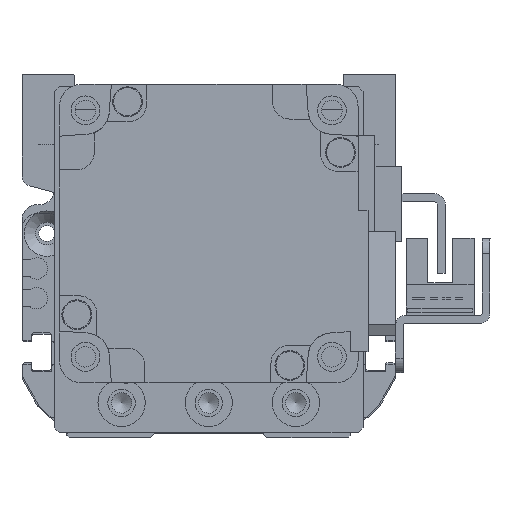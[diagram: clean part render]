
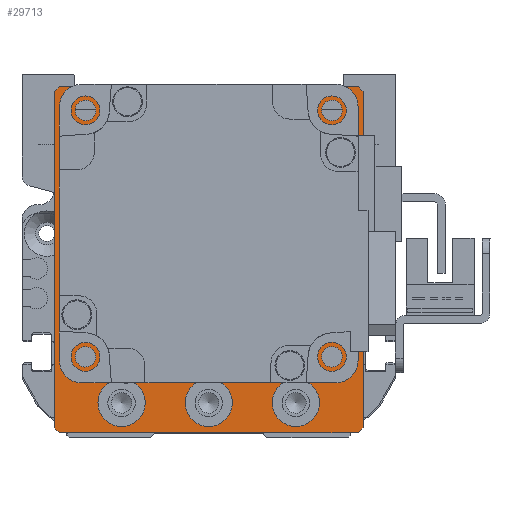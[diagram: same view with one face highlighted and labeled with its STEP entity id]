
A CAD part, left-side view. The second image highlights one B-rep face of the part: STEP entity #29713.
In plain terms, the highlighted face is planar.
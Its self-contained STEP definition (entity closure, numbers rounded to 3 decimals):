
#1120=FACE_BOUND('',#5434,.T.);
#1121=FACE_BOUND('',#5435,.T.);
#1122=FACE_BOUND('',#5436,.T.);
#1123=FACE_BOUND('',#5437,.T.);
#1124=FACE_BOUND('',#5438,.T.);
#1125=FACE_BOUND('',#5439,.T.);
#1126=FACE_BOUND('',#5440,.T.);
#1127=FACE_BOUND('',#5441,.T.);
#1875=PLANE('',#33381);
#3389=FACE_OUTER_BOUND('',#5433,.T.);
#5433=EDGE_LOOP('',(#26349,#26350,#26351,#26352,#26353,#26354,#26355,#26356));
#5434=EDGE_LOOP('',(#26357));
#5435=EDGE_LOOP('',(#26358));
#5436=EDGE_LOOP('',(#26359));
#5437=EDGE_LOOP('',(#26360));
#5438=EDGE_LOOP('',(#26361));
#5439=EDGE_LOOP('',(#26362));
#5440=EDGE_LOOP('',(#26363));
#5441=EDGE_LOOP('',(#26364));
#7751=LINE('',#51320,#10120);
#7754=LINE('',#51325,#10123);
#7756=LINE('',#51329,#10125);
#7758=LINE('',#51333,#10127);
#7760=LINE('',#51338,#10129);
#7762=LINE('',#51341,#10131);
#7763=LINE('',#51343,#10132);
#7764=LINE('',#51344,#10133);
#10120=VECTOR('',#41687,10.);
#10123=VECTOR('',#41692,10.);
#10125=VECTOR('',#41696,10.);
#10127=VECTOR('',#41700,10.);
#10129=VECTOR('',#41704,10.);
#10131=VECTOR('',#41708,10.);
#10132=VECTOR('',#41709,10.);
#10133=VECTOR('',#41710,10.);
#12042=CIRCLE('',#33382,25.);
#12043=CIRCLE('',#33383,2.067);
#12044=CIRCLE('',#33384,2.067);
#12045=CIRCLE('',#33385,2.067);
#12046=CIRCLE('',#33386,2.067);
#12047=CIRCLE('',#33387,4.75);
#12048=CIRCLE('',#33388,4.75);
#12049=CIRCLE('',#33389,4.75);
#14608=VERTEX_POINT('',#51317);
#14609=VERTEX_POINT('',#51319);
#14610=VERTEX_POINT('',#51323);
#14611=VERTEX_POINT('',#51327);
#14612=VERTEX_POINT('',#51331);
#14613=VERTEX_POINT('',#51335);
#14614=VERTEX_POINT('',#51337);
#14615=VERTEX_POINT('',#51342);
#14616=VERTEX_POINT('',#51345);
#14617=VERTEX_POINT('',#51347);
#14618=VERTEX_POINT('',#51349);
#14619=VERTEX_POINT('',#51351);
#14620=VERTEX_POINT('',#51353);
#14621=VERTEX_POINT('',#51355);
#14622=VERTEX_POINT('',#51357);
#14623=VERTEX_POINT('',#51359);
#18591=EDGE_CURVE('',#14608,#14609,#7751,.T.);
#18594=EDGE_CURVE('',#14608,#14610,#7754,.T.);
#18596=EDGE_CURVE('',#14611,#14610,#7756,.T.);
#18598=EDGE_CURVE('',#14611,#14612,#7758,.T.);
#18600=EDGE_CURVE('',#14613,#14614,#7760,.T.);
#18602=EDGE_CURVE('',#14613,#14609,#7762,.T.);
#18603=EDGE_CURVE('',#14615,#14612,#7763,.T.);
#18604=EDGE_CURVE('',#14615,#14614,#7764,.T.);
#18605=EDGE_CURVE('',#14616,#14616,#12042,.T.);
#18606=EDGE_CURVE('',#14617,#14617,#12043,.T.);
#18607=EDGE_CURVE('',#14618,#14618,#12044,.T.);
#18608=EDGE_CURVE('',#14619,#14619,#12045,.T.);
#18609=EDGE_CURVE('',#14620,#14620,#12046,.T.);
#18610=EDGE_CURVE('',#14621,#14621,#12047,.T.);
#18611=EDGE_CURVE('',#14622,#14622,#12048,.T.);
#18612=EDGE_CURVE('',#14623,#14623,#12049,.T.);
#26349=ORIENTED_EDGE('',*,*,#18600,.F.);
#26350=ORIENTED_EDGE('',*,*,#18602,.T.);
#26351=ORIENTED_EDGE('',*,*,#18591,.F.);
#26352=ORIENTED_EDGE('',*,*,#18594,.T.);
#26353=ORIENTED_EDGE('',*,*,#18596,.F.);
#26354=ORIENTED_EDGE('',*,*,#18598,.T.);
#26355=ORIENTED_EDGE('',*,*,#18603,.F.);
#26356=ORIENTED_EDGE('',*,*,#18604,.T.);
#26357=ORIENTED_EDGE('',*,*,#18605,.T.);
#26358=ORIENTED_EDGE('',*,*,#18606,.T.);
#26359=ORIENTED_EDGE('',*,*,#18607,.T.);
#26360=ORIENTED_EDGE('',*,*,#18608,.T.);
#26361=ORIENTED_EDGE('',*,*,#18609,.T.);
#26362=ORIENTED_EDGE('',*,*,#18610,.T.);
#26363=ORIENTED_EDGE('',*,*,#18611,.T.);
#26364=ORIENTED_EDGE('',*,*,#18612,.T.);
#29713=ADVANCED_FACE('',(#3389,#1120,#1121,#1122,#1123,#1124,#1125,#1126,
#1127),#1875,.T.);
#33381=AXIS2_PLACEMENT_3D('',#51340,#41706,#41707);
#33382=AXIS2_PLACEMENT_3D('',#51346,#41711,#41712);
#33383=AXIS2_PLACEMENT_3D('',#51348,#41713,#41714);
#33384=AXIS2_PLACEMENT_3D('',#51350,#41715,#41716);
#33385=AXIS2_PLACEMENT_3D('',#51352,#41717,#41718);
#33386=AXIS2_PLACEMENT_3D('',#51354,#41719,#41720);
#33387=AXIS2_PLACEMENT_3D('',#51356,#41721,#41722);
#33388=AXIS2_PLACEMENT_3D('',#51358,#41723,#41724);
#33389=AXIS2_PLACEMENT_3D('',#51360,#41725,#41726);
#41687=DIRECTION('',(-0.707,-0.707,0.));
#41692=DIRECTION('',(0.,1.,0.));
#41696=DIRECTION('',(0.707,-0.707,0.));
#41700=DIRECTION('',(-1.,0.,0.));
#41704=DIRECTION('',(-0.707,0.707,0.));
#41706=DIRECTION('center_axis',(0.,0.,1.));
#41707=DIRECTION('ref_axis',(1.,0.,0.));
#41708=DIRECTION('',(1.,0.,0.));
#41709=DIRECTION('',(0.707,0.707,0.));
#41710=DIRECTION('',(0.,-1.,0.));
#41711=DIRECTION('center_axis',(0.,0.,-1.));
#41712=DIRECTION('ref_axis',(1.,0.,0.));
#41713=DIRECTION('center_axis',(0.,0.,-1.));
#41714=DIRECTION('ref_axis',(1.,0.,0.));
#41715=DIRECTION('center_axis',(0.,0.,-1.));
#41716=DIRECTION('ref_axis',(1.,0.,0.));
#41717=DIRECTION('center_axis',(0.,0.,-1.));
#41718=DIRECTION('ref_axis',(1.,0.,0.));
#41719=DIRECTION('center_axis',(0.,0.,-1.));
#41720=DIRECTION('ref_axis',(1.,0.,0.));
#41721=DIRECTION('center_axis',(0.,0.,-1.));
#41722=DIRECTION('ref_axis',(1.,0.,0.));
#41723=DIRECTION('center_axis',(0.,0.,-1.));
#41724=DIRECTION('ref_axis',(1.,0.,0.));
#41725=DIRECTION('center_axis',(0.,0.,-1.));
#41726=DIRECTION('ref_axis',(1.,0.,0.));
#51317=CARTESIAN_POINT('',(31.,-33.75,59.));
#51319=CARTESIAN_POINT('',(30.,-34.75,59.));
#51320=CARTESIAN_POINT('',(31.438,-33.313,59.));
#51323=CARTESIAN_POINT('',(31.,33.75,59.));
#51325=CARTESIAN_POINT('',(31.,-34.75,59.));
#51327=CARTESIAN_POINT('',(30.,34.75,59.));
#51329=CARTESIAN_POINT('',(31.438,33.313,59.));
#51331=CARTESIAN_POINT('',(-30.,34.75,59.));
#51333=CARTESIAN_POINT('',(31.,34.75,59.));
#51335=CARTESIAN_POINT('',(-30.,-34.75,59.));
#51337=CARTESIAN_POINT('',(-31.,-33.75,59.));
#51338=CARTESIAN_POINT('',(-31.438,-33.313,59.));
#51340=CARTESIAN_POINT('Origin',(0.,0.,
59.));
#51341=CARTESIAN_POINT('',(-31.,-34.75,59.));
#51342=CARTESIAN_POINT('',(-31.,33.75,59.));
#51343=CARTESIAN_POINT('',(-31.438,33.313,59.));
#51344=CARTESIAN_POINT('',(-31.,34.75,59.));
#51345=CARTESIAN_POINT('',(-25.,5.25,59.));
#51346=CARTESIAN_POINT('Origin',(0.,5.25,59.));
#51347=CARTESIAN_POINT('',(22.682,-19.499,59.));
#51348=CARTESIAN_POINT('Origin',(24.749,-19.499,59.));
#51349=CARTESIAN_POINT('',(22.682,29.999,59.));
#51350=CARTESIAN_POINT('Origin',(24.749,29.999,59.));
#51351=CARTESIAN_POINT('',(-26.816,29.999,59.));
#51352=CARTESIAN_POINT('Origin',(-24.749,29.999,59.));
#51353=CARTESIAN_POINT('',(-26.816,-19.499,59.));
#51354=CARTESIAN_POINT('Origin',(-24.749,-19.499,59.));
#51355=CARTESIAN_POINT('',(12.75,-28.75,59.));
#51356=CARTESIAN_POINT('Origin',(17.5,-28.75,59.));
#51357=CARTESIAN_POINT('',(-4.75,-28.75,59.));
#51358=CARTESIAN_POINT('Origin',(0.,-28.75,59.));
#51359=CARTESIAN_POINT('',(-22.25,-28.75,59.));
#51360=CARTESIAN_POINT('Origin',(-17.5,-28.75,59.));
